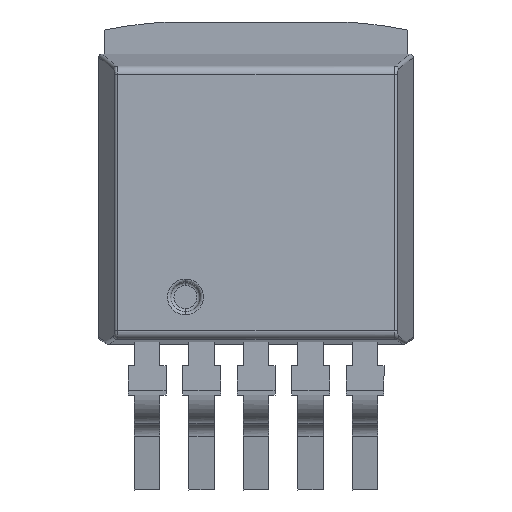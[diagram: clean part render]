
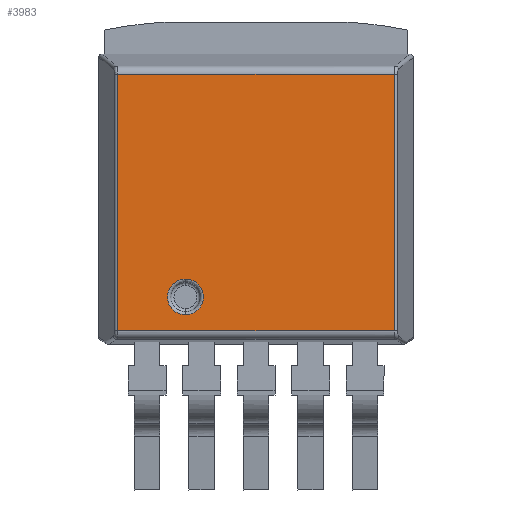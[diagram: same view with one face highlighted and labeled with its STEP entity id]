
A CAD part, top view. The second image highlights one B-rep face of the part: STEP entity #3983.
In plain terms, the highlighted planar face has unit normal (0, 0.007, 1).
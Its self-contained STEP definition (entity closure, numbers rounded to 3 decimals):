
#117 = CARTESIAN_POINT ( 'NONE',  ( -4.318, 3.398, 4.16 ) ) ;
#160 = EDGE_CURVE ( 'NONE', #4304, #4638, #1667, .T. ) ;
#219 = DIRECTION ( 'NONE',  ( 1., 0., 0. ) ) ;
#474 = VERTEX_POINT ( 'NONE', #1456 ) ;
#518 = B_SPLINE_CURVE_WITH_KNOTS ( 'NONE', 3,
 ( #7924, #7761, #9686, #1844, #5342, #2763, #9736 ),
 .UNSPECIFIED., .F., .F.,
 ( 4, 1, 1, 1, 4 ),
 ( 0., 0.44, 0.879, 1.319, 1.759 ),
 .UNSPECIFIED. ) ;
#527 = CARTESIAN_POINT ( 'NONE',  ( 4.318, 3.398, 4.16 ) ) ;
#708 = CARTESIAN_POINT ( 'NONE',  ( 4.318, -4.597, 4.215 ) ) ;
#711 = EDGE_CURVE ( 'NONE', #4304, #5582, #8288, .T. ) ;
#748 = B_SPLINE_CURVE_WITH_KNOTS ( 'NONE', 3,
 ( #4600, #2728, #6259, #4548, #3750, #6374, #2023 ),
 .UNSPECIFIED., .F., .F.,
 ( 4, 1, 1, 1, 4 ),
 ( 1.759, 2.199, 2.638, 3.078, 3.518 ),
 .UNSPECIFIED. ) ;
#978 = LINE ( 'NONE', #117, #3748 ) ;
#1037 = PLANE ( 'NONE',  #11268 ) ;
#1087 = VERTEX_POINT ( 'NONE', #3970 ) ;
#1141 = FACE_BOUND ( 'NONE', #5689, .T. ) ;
#1456 = CARTESIAN_POINT ( 'NONE',  ( 4.318, 3.398, 4.16 ) ) ;
#1552 = CARTESIAN_POINT ( 'NONE',  ( -4.318, -4.597, 4.215 ) ) ;
#1667 = LINE ( 'NONE', #10363, #3434 ) ;
#1844 = CARTESIAN_POINT ( 'NONE',  ( -2.822, -3.545, 4.208 ) ) ;
#2023 = CARTESIAN_POINT ( 'NONE',  ( -2.201, -2.985, 4.204 ) ) ;
#2448 = EDGE_CURVE ( 'NONE', #1087, #4826, #748, .T. ) ;
#2728 = CARTESIAN_POINT ( 'NONE',  ( -2.055, -4.105, 4.212 ) ) ;
#2763 = CARTESIAN_POINT ( 'NONE',  ( -2.348, -4.105, 4.212 ) ) ;
#3278 = LINE ( 'NONE', #527, #9223 ) ;
#3434 = VECTOR ( 'NONE', #9391, 1000. ) ;
#3748 = VECTOR ( 'NONE', #219, 1000. ) ;
#3750 = CARTESIAN_POINT ( 'NONE',  ( -1.763, -3.106, 4.205 ) ) ;
#3970 = CARTESIAN_POINT ( 'NONE',  ( -2.201, -4.105, 4.212 ) ) ;
#3982 = VECTOR ( 'NONE', #6441, 1000. ) ;
#3983 = ADVANCED_FACE ( 'NONE', ( #1141, #7977 ), #1037, .T. ) ;
#4029 = DIRECTION ( 'NONE',  ( 0., -1., 0.007 ) ) ;
#4116 = ORIENTED_EDGE ( 'NONE', *, *, #160, .T. ) ;
#4304 = VERTEX_POINT ( 'NONE', #1552 ) ;
#4548 = CARTESIAN_POINT ( 'NONE',  ( -1.581, -3.545, 4.208 ) ) ;
#4600 = CARTESIAN_POINT ( 'NONE',  ( -2.201, -4.105, 4.212 ) ) ;
#4638 = VERTEX_POINT ( 'NONE', #708 ) ;
#4826 = VERTEX_POINT ( 'NONE', #10614 ) ;
#4838 = ORIENTED_EDGE ( 'NONE', *, *, #9932, .F. ) ;
#5152 = ORIENTED_EDGE ( 'NONE', *, *, #8860, .F. ) ;
#5342 = CARTESIAN_POINT ( 'NONE',  ( -2.64, -3.984, 4.211 ) ) ;
#5582 = VERTEX_POINT ( 'NONE', #7037 ) ;
#5689 = EDGE_LOOP ( 'NONE', ( #9415, #4838 ) ) ;
#5755 = CARTESIAN_POINT ( 'NONE',  ( -4.318, -4.597, 4.215 ) ) ;
#6259 = CARTESIAN_POINT ( 'NONE',  ( -1.762, -3.984, 4.211 ) ) ;
#6351 = CARTESIAN_POINT ( 'NONE',  ( -8.86, 3.398, 4.16 ) ) ;
#6374 = CARTESIAN_POINT ( 'NONE',  ( -2.055, -2.984, 4.204 ) ) ;
#6441 = DIRECTION ( 'NONE',  ( 0., 1., -0.007 ) ) ;
#6625 = EDGE_LOOP ( 'NONE', ( #8745, #10030, #4116, #5152 ) ) ;
#7037 = CARTESIAN_POINT ( 'NONE',  ( -4.318, 3.398, 4.16 ) ) ;
#7132 = EDGE_CURVE ( 'NONE', #5582, #474, #978, .T. ) ;
#7761 = CARTESIAN_POINT ( 'NONE',  ( -2.348, -2.984, 4.204 ) ) ;
#7918 = DIRECTION ( 'NONE',  ( 0., 0.007, 1. ) ) ;
#7924 = CARTESIAN_POINT ( 'NONE',  ( -2.201, -2.985, 4.204 ) ) ;
#7977 = FACE_OUTER_BOUND ( 'NONE', #6625, .T. ) ;
#8288 = LINE ( 'NONE', #5755, #3982 ) ;
#8745 = ORIENTED_EDGE ( 'NONE', *, *, #7132, .F. ) ;
#8860 = EDGE_CURVE ( 'NONE', #474, #4638, #3278, .T. ) ;
#9223 = VECTOR ( 'NONE', #4029, 1000. ) ;
#9391 = DIRECTION ( 'NONE',  ( 1., 0., 0. ) ) ;
#9415 = ORIENTED_EDGE ( 'NONE', *, *, #2448, .F. ) ;
#9686 = CARTESIAN_POINT ( 'NONE',  ( -2.64, -3.106, 4.205 ) ) ;
#9736 = CARTESIAN_POINT ( 'NONE',  ( -2.201, -4.105, 4.212 ) ) ;
#9843 = DIRECTION ( 'NONE',  ( 1., 0., 0. ) ) ;
#9932 = EDGE_CURVE ( 'NONE', #4826, #1087, #518, .T. ) ;
#10030 = ORIENTED_EDGE ( 'NONE', *, *, #711, .F. ) ;
#10363 = CARTESIAN_POINT ( 'NONE',  ( -4.318, -4.597, 4.215 ) ) ;
#10614 = CARTESIAN_POINT ( 'NONE',  ( -2.201, -2.985, 4.204 ) ) ;
#11268 = AXIS2_PLACEMENT_3D ( 'NONE', #6351, #7918, #9843 ) ;
